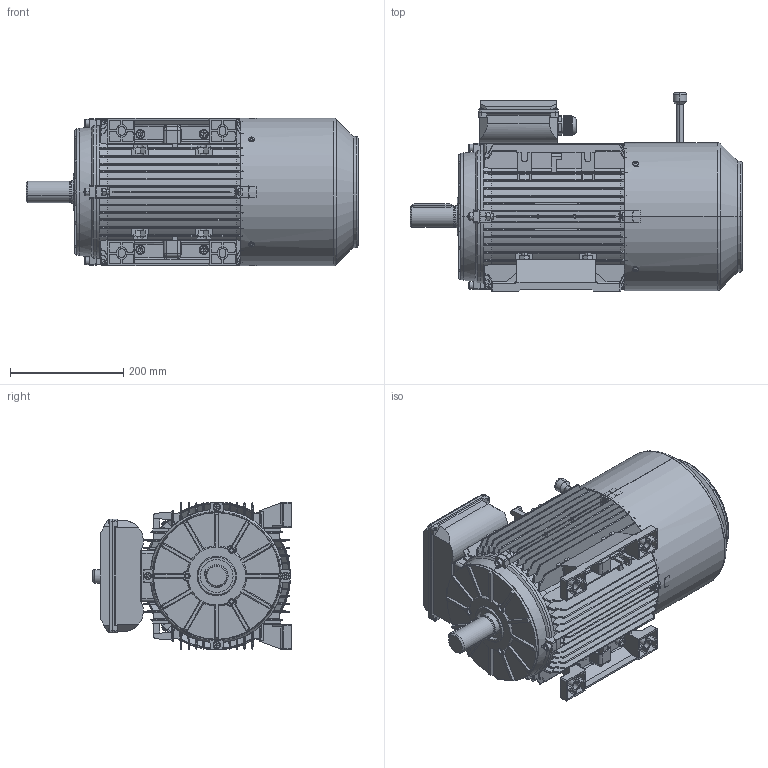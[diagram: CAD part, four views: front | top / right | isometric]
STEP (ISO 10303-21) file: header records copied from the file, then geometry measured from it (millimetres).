
FILE_DESCRIPTION (( 'STEP AP203' ), '1' );
FILE_NAME ('TB132M B3(ML諉盄碟ｊ倰).STEP', '2021-12-02T02:57:28', ( '' ), ( '' ), 'SwSTEP 2.0', 'SolidWorks 2014', '' );
FILE_SCHEMA (( 'CONFIG_CONTROL_DESIGN' ));
Length unit declared in the file: millimetre
Products named in the file (19): Hexagon nuts grade C GB_GB_FASTENER_NUT_SNC1 M10-N; Cross recessed thread forming screws GB_GB_CROSS_SCREWS_TYPE138 M4X10-N; T132M菁褐; Plain parallel keys_GB_CONNECTING_PIECE_KEYS_CSK 10X70; ML112諉盄碟蚾饜极; Hexagon socket head cap screws GB_GB_FASTENER_SCREWS_HSHCS M8X35-N; 112怢宒瑞珔; Hexagon nuts grade C GB_GB_FASTENER_NUT_SNC1 M8-N; ML100-ML112諉盄碟釱(臏); TA132ヶ裔1; TB132M蛌粣; TB132M B3(ML諉盄碟ｊ倰); Hexagon socket head cap screws GB_GB_FASTENER_SCREWS_HSHCS M10X30-N; 112-132堤盄蹟杶; T132M儂褲; Cross recessed thread forming screws GB_GB_CROSS_SCREWS_TYPE138 M5X12-N; ML100-ML112諉盄碟裔(臏); TB132綴裔; TB132瑞欶
Assembly tree (45 placements, depth 3):
  TB132M B3(ML諉盄碟ｊ倰)
    T132M儂褲
    T132M菁褐  x2
    TA132ヶ裔1
    TB132綴裔
    Hexagon socket head cap screws GB_GB_FASTENER_SCREWS_HSHCS M8X35-N  x8
    Hexagon socket head cap screws GB_GB_FASTENER_SCREWS_HSHCS M10X30-N  x4
    Hexagon nuts grade C GB_GB_FASTENER_NUT_SNC1 M10-N  x4
    Hexagon nuts grade C GB_GB_FASTENER_NUT_SNC1 M8-N  x8
    Cross recessed thread forming screws GB_GB_CROSS_SCREWS_TYPE138 M5X12-N  x4
    Plain parallel keys_GB_CONNECTING_PIECE_KEYS_CSK 10X70
    TB132M蛌粣
    TB132瑞欶
    112怢宒瑞珔
    ML112諉盄碟蚾饜极
      112-132堤盄蹟杶
      Cross recessed thread forming screws GB_GB_CROSS_SCREWS_TYPE138 M4X10-N  x4
      ML100-ML112諉盄碟釱(臏)
      ML100-ML112諉盄碟裔(臏)
Bounding box: 586 x 351.15 x 261.1 mm (x, y, z)
Volume: 4174715.7 mm3; surface area: 2126531.2 mm2
Topology: 45 solids, 45 shells, 5657 faces, 15234 edges, 9633 vertices
Faces by surface type: plane 2947, cylinder 1386, bspline 713, cone 390, torus 197, sphere 24
Entity records: 185590 total; most frequent: CARTESIAN_POINT 66301, ORIENTED_EDGE 26504, DIRECTION 21173, EDGE_CURVE 13252, VERTEX_POINT 8495, LINE 7419, VECTOR 7419, AXIS2_PLACEMENT_3D 6877
